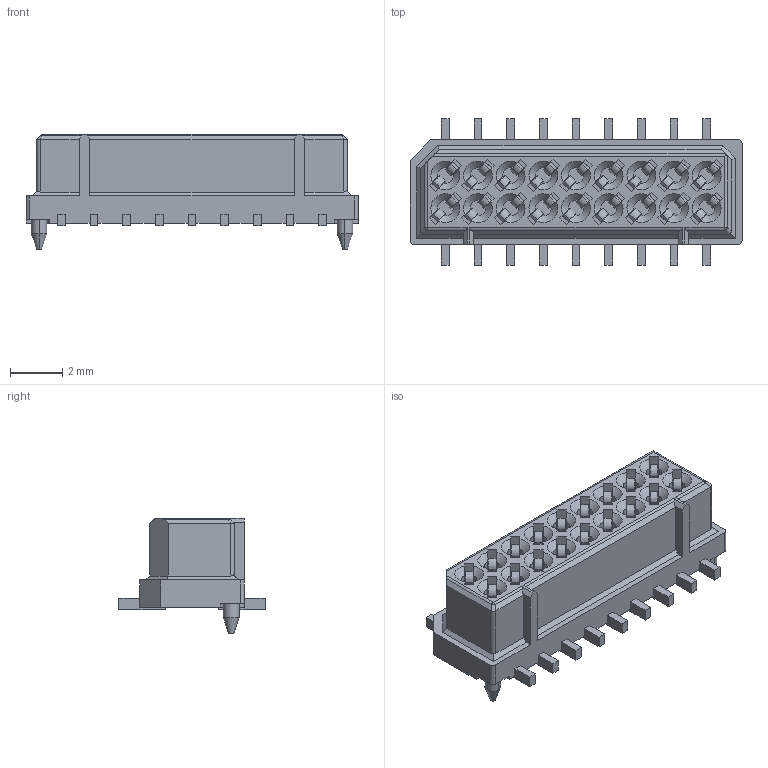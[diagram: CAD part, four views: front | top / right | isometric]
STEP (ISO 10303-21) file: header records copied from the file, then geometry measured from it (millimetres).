
FILE_DESCRIPTION((''),'2;1');
FILE_NAME('C-4-174639-8','2010-09-29T',('workeradm'),('Tyco Electronics Ltd.'),'PRO/ENGINEER BY PARAMETRIC TECHNOLOGY CORPORATION, 2009300','PRO/ENGINEER BY PARAMETRIC TECHNOLOGY CORPORATION, 2009300','');
FILE_SCHEMA(('AUTOMOTIVE_DESIGN { 1 0 10303 214 1 1 1 1 }'));
Length unit declared in the file: millimetre
Products named in the file (1): C-4-174639-8
Bounding box: 12.7 x 5.6 x 4.4 mm (x, y, z)
Volume: 137.6 mm3; surface area: 327.4 mm2
Topology: 1 solids, 1 shells, 810 faces, 2242 edges, 1490 vertices
Faces by surface type: plane 497, cylinder 271, cone 40, sphere 2
Entity records: 26392 total; most frequent: CARTESIAN_POINT 5005, ORIENTED_EDGE 4484, DIRECTION 4339, EDGE_CURVE 2242, VECTOR 1583, LINE 1583, VERTEX_POINT 1490, AXIS2_PLACEMENT_3D 1378
